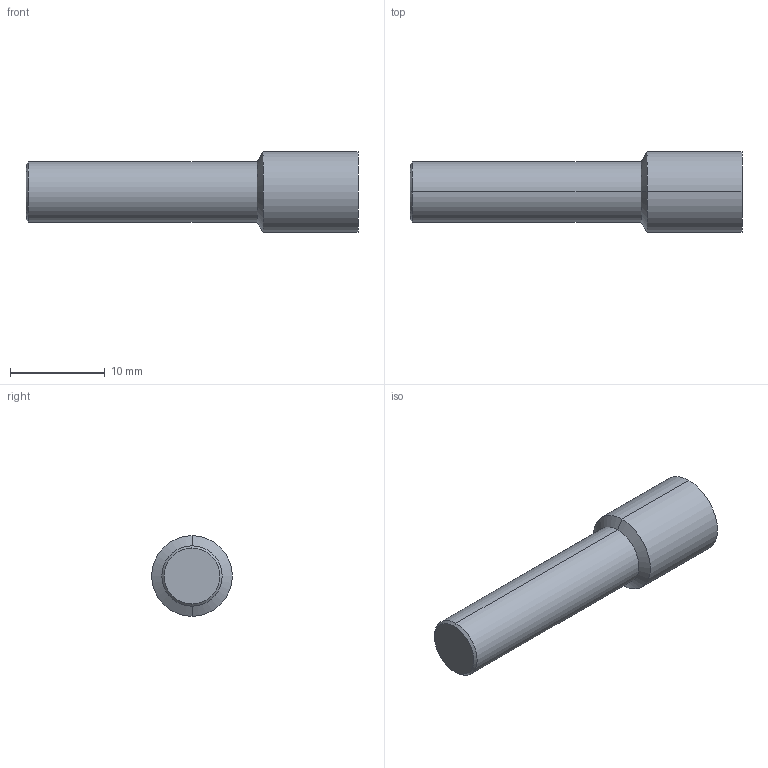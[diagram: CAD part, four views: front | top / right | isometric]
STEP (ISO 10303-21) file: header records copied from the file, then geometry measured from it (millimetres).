
FILE_DESCRIPTION (( 'STEP AP214' ), '1' );
FILE_NAME ('B004M8T1SI.3D.STP', '2013-09-05T09:35:32', ( '' ), ( '' ), 'SwSTEP 2.0', 'SolidWorks 2012', '' );
FILE_SCHEMA (( 'AUTOMOTIVE_DESIGN' ));
Length unit declared in the file: inch
Products named in the file (2): KQ2P-07.step_KQ2P_07; B004M8T1SI.3D
Assembly tree (1 placements, depth 2):
  B004M8T1SI.3D
    KQ2P-07.step_KQ2P_07
Bounding box: 35 x 8.5 x 8.5 mm (x, y, z)
Volume: 1366 mm3; surface area: 867.7 mm2
Topology: 1 solids, 1 shells, 10 faces, 18 edges, 10 vertices
Faces by surface type: cylinder 4, cone 4, plane 2
Entity records: 318 total; most frequent: DIRECTION 56, CARTESIAN_POINT 42, ORIENTED_EDGE 36, AXIS2_PLACEMENT_3D 24, EDGE_CURVE 18, VERTEX_POINT 10, EDGE_LOOP 10, ADVANCED_FACE 10
